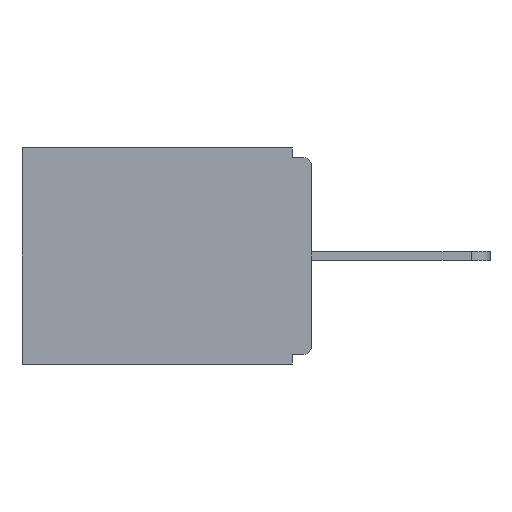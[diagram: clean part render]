
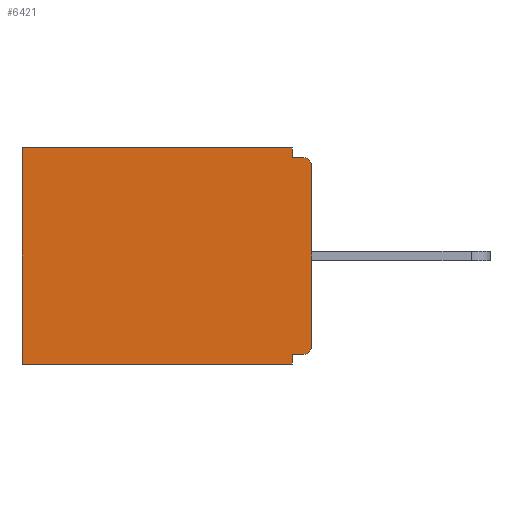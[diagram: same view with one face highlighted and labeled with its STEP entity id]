
A CAD part, left-side view. The second image highlights one B-rep face of the part: STEP entity #6421.
In plain terms, the highlighted planar face has unit normal (-1, 0, 0).
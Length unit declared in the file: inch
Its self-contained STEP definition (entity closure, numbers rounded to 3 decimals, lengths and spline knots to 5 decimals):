
#107 = VECTOR ( 'NONE', #4684, 39.37008 ) ;
#366 = EDGE_CURVE ( 'NONE', #6257, #1547, #5823, .T. ) ;
#446 = DIRECTION ( 'NONE',  ( 1., 0., 0. ) ) ;
#448 = EDGE_CURVE ( 'NONE', #10400, #6257, #5957, .T. ) ;
#460 = ORIENTED_EDGE ( 'NONE', *, *, #6249, .F. ) ;
#610 = ORIENTED_EDGE ( 'NONE', *, *, #7181, .F. ) ;
#650 = CARTESIAN_POINT ( 'NONE',  ( 0.298, 0., -0.313 ) ) ;
#671 = VERTEX_POINT ( 'NONE', #6910 ) ;
#732 = ORIENTED_EDGE ( 'NONE', *, *, #5609, .T. ) ;
#872 = EDGE_CURVE ( 'NONE', #10400, #1997, #2723, .T. ) ;
#941 = ORIENTED_EDGE ( 'NONE', *, *, #448, .F. ) ;
#1268 = VERTEX_POINT ( 'NONE', #2842 ) ;
#1290 = CARTESIAN_POINT ( 'NONE',  ( 0.298, 0., -0.015 ) ) ;
#1305 = CARTESIAN_POINT ( 'NONE',  ( 0.298, 0., -0.328 ) ) ;
#1406 = DIRECTION ( 'NONE',  ( 0., 0., -1. ) ) ;
#1532 = LINE ( 'NONE', #5139, #6703 ) ;
#1547 = VERTEX_POINT ( 'NONE', #8788 ) ;
#1759 = VECTOR ( 'NONE', #2641, 39.37008 ) ;
#1816 = VECTOR ( 'NONE', #1406, 39.37008 ) ;
#1970 = CARTESIAN_POINT ( 'NONE',  ( 0.298, 0.46, 0. ) ) ;
#1997 = VERTEX_POINT ( 'NONE', #10764 ) ;
#2070 = ORIENTED_EDGE ( 'NONE', *, *, #872, .T. ) ;
#2497 = EDGE_CURVE ( 'NONE', #671, #3668, #7710, .T. ) ;
#2641 = DIRECTION ( 'NONE',  ( 0., 1., 0. ) ) ;
#2723 = LINE ( 'NONE', #5642, #5544 ) ;
#2808 = AXIS2_PLACEMENT_3D ( 'NONE', #4200, #9136, #4051 ) ;
#2842 = CARTESIAN_POINT ( 'NONE',  ( 0.298, 0.031, -0.328 ) ) ;
#2846 = DIRECTION ( 'NONE',  ( 0., 0., -1. ) ) ;
#2929 = DIRECTION ( 'NONE',  ( 0., 1., 0. ) ) ;
#2933 = DIRECTION ( 'NONE',  ( 0., 0., -1. ) ) ;
#2955 = CARTESIAN_POINT ( 'NONE',  ( 0.298, 0., 0. ) ) ;
#3389 = VECTOR ( 'NONE', #2929, 39.37008 ) ;
#3449 = CARTESIAN_POINT ( 'NONE',  ( 0.298, 0.46, -0.343 ) ) ;
#3668 = VERTEX_POINT ( 'NONE', #3449 ) ;
#3716 = ORIENTED_EDGE ( 'NONE', *, *, #7759, .T. ) ;
#3764 = CARTESIAN_POINT ( 'NONE',  ( 0.298, 0.031, -0.015 ) ) ;
#3904 = VERTEX_POINT ( 'NONE', #8074 ) ;
#4051 = DIRECTION ( 'NONE',  ( 0., 0., -1. ) ) ;
#4200 = CARTESIAN_POINT ( 'NONE',  ( 0.298, 0.015, -0.03 ) ) ;
#4302 = LINE ( 'NONE', #1970, #7970 ) ;
#4341 = EDGE_LOOP ( 'NONE', ( #732, #7407, #941, #2070, #7039, #4534, #5955, #460, #3716, #610 ) ) ;
#4534 = ORIENTED_EDGE ( 'NONE', *, *, #2497, .F. ) ;
#4562 = DIRECTION ( 'NONE',  ( -1., 0., 0. ) ) ;
#4607 = CARTESIAN_POINT ( 'NONE',  ( 0.298, 0., -0.03 ) ) ;
#4684 = DIRECTION ( 'NONE',  ( 0., -1., 0. ) ) ;
#4813 = CARTESIAN_POINT ( 'NONE',  ( 0.298, 0.031, -0.343 ) ) ;
#4918 = VECTOR ( 'NONE', #5537, 39.37008 ) ;
#5139 = CARTESIAN_POINT ( 'NONE',  ( 0.298, 0., 0. ) ) ;
#5222 = CARTESIAN_POINT ( 'NONE',  ( 0.298, 0., -0.343 ) ) ;
#5512 = AXIS2_PLACEMENT_3D ( 'NONE', #6329, #4562, #2933 ) ;
#5537 = DIRECTION ( 'NONE',  ( 0., 0., -1. ) ) ;
#5544 = VECTOR ( 'NONE', #5575, 39.37008 ) ;
#5575 = DIRECTION ( 'NONE',  ( 0., 1., 0. ) ) ;
#5609 = EDGE_CURVE ( 'NONE', #10101, #1547, #6066, .T. ) ;
#5642 = CARTESIAN_POINT ( 'NONE',  ( 0.298, 0., 0. ) ) ;
#5823 = LINE ( 'NONE', #1290, #107 ) ;
#5932 = LINE ( 'NONE', #1305, #3389 ) ;
#5955 = ORIENTED_EDGE ( 'NONE', *, *, #10206, .F. ) ;
#5957 = LINE ( 'NONE', #6606, #1816 ) ;
#6066 = CIRCLE ( 'NONE', #2808, 0.015 ) ;
#6249 = EDGE_CURVE ( 'NONE', #3904, #1268, #5932, .T. ) ;
#6257 = VERTEX_POINT ( 'NONE', #3764 ) ;
#6329 = CARTESIAN_POINT ( 'NONE',  ( 0.298, 0.015, -0.313 ) ) ;
#6379 = DIRECTION ( 'NONE',  ( 0., 0., -1. ) ) ;
#6421 = ADVANCED_FACE ( 'NONE', ( #6897 ), #7188, .F. ) ;
#6606 = CARTESIAN_POINT ( 'NONE',  ( 0.298, 0.031, -0.343 ) ) ;
#6685 = CARTESIAN_POINT ( 'NONE',  ( 0.298, 0.031, 0. ) ) ;
#6703 = VECTOR ( 'NONE', #6778, 39.37008 ) ;
#6778 = DIRECTION ( 'NONE',  ( 0., 0., -1. ) ) ;
#6897 = FACE_OUTER_BOUND ( 'NONE', #4341, .T. ) ;
#6910 = CARTESIAN_POINT ( 'NONE',  ( 0.298, 0.031, -0.343 ) ) ;
#7039 = ORIENTED_EDGE ( 'NONE', *, *, #8351, .T. ) ;
#7152 = LINE ( 'NONE', #4813, #4918 ) ;
#7181 = EDGE_CURVE ( 'NONE', #10101, #8067, #1532, .T. ) ;
#7188 = PLANE ( 'NONE',  #7659 ) ;
#7407 = ORIENTED_EDGE ( 'NONE', *, *, #366, .F. ) ;
#7659 = AXIS2_PLACEMENT_3D ( 'NONE', #2955, #446, #6379 ) ;
#7710 = LINE ( 'NONE', #5222, #1759 ) ;
#7759 = EDGE_CURVE ( 'NONE', #3904, #8067, #10380, .T. ) ;
#7970 = VECTOR ( 'NONE', #2846, 39.37008 ) ;
#8067 = VERTEX_POINT ( 'NONE', #650 ) ;
#8074 = CARTESIAN_POINT ( 'NONE',  ( 0.298, 0.015, -0.328 ) ) ;
#8351 = EDGE_CURVE ( 'NONE', #1997, #3668, #4302, .T. ) ;
#8788 = CARTESIAN_POINT ( 'NONE',  ( 0.298, 0.015, -0.015 ) ) ;
#9136 = DIRECTION ( 'NONE',  ( -1., 0., 0. ) ) ;
#10101 = VERTEX_POINT ( 'NONE', #4607 ) ;
#10206 = EDGE_CURVE ( 'NONE', #1268, #671, #7152, .T. ) ;
#10380 = CIRCLE ( 'NONE', #5512, 0.015 ) ;
#10400 = VERTEX_POINT ( 'NONE', #6685 ) ;
#10764 = CARTESIAN_POINT ( 'NONE',  ( 0.298, 0.46, 0. ) ) ;
